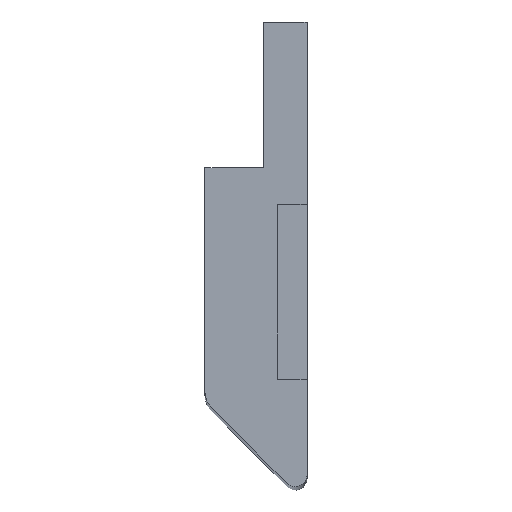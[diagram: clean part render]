
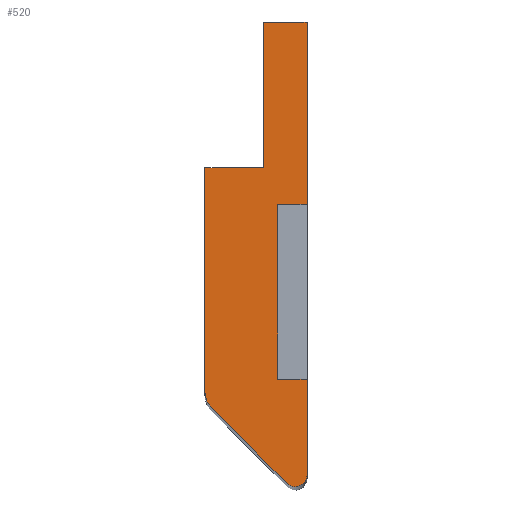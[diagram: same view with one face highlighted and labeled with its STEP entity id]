
A CAD part, top view. The second image highlights one B-rep face of the part: STEP entity #520.
In plain terms, the highlighted planar face has unit normal (0, 0, 1).
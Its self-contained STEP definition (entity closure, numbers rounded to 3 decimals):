
#18 = DIRECTION ( 'NONE',  ( -0.707, 0.707, 0. ) ) ;
#28 = VECTOR ( 'NONE', #163, 1000. ) ;
#64 = VECTOR ( 'NONE', #261, 1000. ) ;
#66 = VECTOR ( 'NONE', #1172, 1000. ) ;
#73 = ORIENTED_EDGE ( 'NONE', *, *, #338, .F. ) ;
#74 = VERTEX_POINT ( 'NONE', #1059 ) ;
#76 = DIRECTION ( 'NONE',  ( -1., 0., 0. ) ) ;
#82 = CARTESIAN_POINT ( 'NONE',  ( -5.5, 4.621, 150. ) ) ;
#83 = ORIENTED_EDGE ( 'NONE', *, *, #1149, .F. ) ;
#86 = CIRCLE ( 'NONE', #715, 0.8 ) ;
#105 = PLANE ( 'NONE',  #686 ) ;
#137 = CARTESIAN_POINT ( 'NONE',  ( -2., 17.5, 150. ) ) ;
#149 = CARTESIAN_POINT ( 'NONE',  ( -0.8, -1.069, 150. ) ) ;
#153 = CIRCLE ( 'NONE', #1095, 1.5 ) ;
#160 = DIRECTION ( 'NONE',  ( 0., -1., 0. ) ) ;
#163 = DIRECTION ( 'NONE',  ( -1., 0., 0. ) ) ;
#186 = EDGE_CURVE ( 'NONE', #1144, #516, #1175, .T. ) ;
#197 = CARTESIAN_POINT ( 'NONE',  ( -3., 30., 150. ) ) ;
#221 = CARTESIAN_POINT ( 'NONE',  ( -7., 20., 150. ) ) ;
#239 = CARTESIAN_POINT ( 'NONE',  ( 0., 0., 150. ) ) ;
#241 = EDGE_CURVE ( 'NONE', #842, #302, #1087, .T. ) ;
#258 = EDGE_CURVE ( 'NONE', #586, #760, #480, .T. ) ;
#260 = LINE ( 'NONE', #540, #28 ) ;
#261 = DIRECTION ( 'NONE',  ( 1., 0., 0. ) ) ;
#263 = VERTEX_POINT ( 'NONE', #578 ) ;
#269 = DIRECTION ( 'NONE',  ( 0., 1., 0. ) ) ;
#276 = CARTESIAN_POINT ( 'NONE',  ( 0., 30., 150. ) ) ;
#302 = VERTEX_POINT ( 'NONE', #323 ) ;
#312 = ORIENTED_EDGE ( 'NONE', *, *, #381, .F. ) ;
#323 = CARTESIAN_POINT ( 'NONE',  ( 0., 5.5, 150. ) ) ;
#338 = EDGE_CURVE ( 'NONE', #1030, #586, #982, .T. ) ;
#339 = CARTESIAN_POINT ( 'NONE',  ( 0., 0., 150. ) ) ;
#358 = ORIENTED_EDGE ( 'NONE', *, *, #914, .F. ) ;
#381 = EDGE_CURVE ( 'NONE', #302, #263, #887, .T. ) ;
#395 = DIRECTION ( 'NONE',  ( 1., 0., 0. ) ) ;
#402 = VECTOR ( 'NONE', #697, 1000. ) ;
#406 = EDGE_LOOP ( 'NONE', ( #1129, #833, #466, #73, #83, #752, #677, #1134, #469, #782, #358, #312 ) ) ;
#447 = EDGE_CURVE ( 'NONE', #834, #570, #803, .T. ) ;
#466 = ORIENTED_EDGE ( 'NONE', *, *, #258, .F. ) ;
#469 = ORIENTED_EDGE ( 'NONE', *, *, #1011, .F. ) ;
#480 = LINE ( 'NONE', #831, #1136 ) ;
#483 = FACE_OUTER_BOUND ( 'NONE', #406, .T. ) ;
#516 = VERTEX_POINT ( 'NONE', #197 ) ;
#520 = ADVANCED_FACE ( 'NONE', ( #483 ), #105, .T. ) ;
#524 = CARTESIAN_POINT ( 'NONE',  ( -2., 5.5, 150. ) ) ;
#532 = CARTESIAN_POINT ( 'NONE',  ( -3., 20., 150. ) ) ;
#540 = CARTESIAN_POINT ( 'NONE',  ( -7., 20., 150. ) ) ;
#553 = CARTESIAN_POINT ( 'NONE',  ( -3., 20., 150. ) ) ;
#565 = EDGE_CURVE ( 'NONE', #837, #74, #1135, .T. ) ;
#570 = VERTEX_POINT ( 'NONE', #221 ) ;
#578 = CARTESIAN_POINT ( 'NONE',  ( 0., -1.069, 150. ) ) ;
#586 = VERTEX_POINT ( 'NONE', #678 ) ;
#611 = CARTESIAN_POINT ( 'NONE',  ( -1.366, -1.634, 150. ) ) ;
#617 = CARTESIAN_POINT ( 'NONE',  ( -7., 4.621, 150. ) ) ;
#622 = EDGE_CURVE ( 'NONE', #842, #760, #783, .T. ) ;
#633 = DIRECTION ( 'NONE',  ( 1., 0., 0. ) ) ;
#647 = CARTESIAN_POINT ( 'NONE',  ( -7.01, 5.5, 150. ) ) ;
#677 = ORIENTED_EDGE ( 'NONE', *, *, #940, .T. ) ;
#678 = CARTESIAN_POINT ( 'NONE',  ( 0., 17.5, 150. ) ) ;
#684 = VECTOR ( 'NONE', #707, 1000. ) ;
#686 = AXIS2_PLACEMENT_3D ( 'NONE', #909, #917, #1178 ) ;
#697 = DIRECTION ( 'NONE',  ( 0., 1., 0. ) ) ;
#707 = DIRECTION ( 'NONE',  ( 1., 0., 0. ) ) ;
#711 = CARTESIAN_POINT ( 'NONE',  ( -7., 7., 150. ) ) ;
#715 = AXIS2_PLACEMENT_3D ( 'NONE', #149, #1180, #633 ) ;
#716 = VECTOR ( 'NONE', #160, 1000. ) ;
#718 = CARTESIAN_POINT ( 'NONE',  ( 0., 30., 150. ) ) ;
#752 = ORIENTED_EDGE ( 'NONE', *, *, #186, .F. ) ;
#760 = VERTEX_POINT ( 'NONE', #137 ) ;
#761 = VECTOR ( 'NONE', #814, 1000. ) ;
#782 = ORIENTED_EDGE ( 'NONE', *, *, #565, .F. ) ;
#783 = LINE ( 'NONE', #951, #402 ) ;
#803 = LINE ( 'NONE', #711, #761 ) ;
#814 = DIRECTION ( 'NONE',  ( 0., 1., 0. ) ) ;
#831 = CARTESIAN_POINT ( 'NONE',  ( -7.01, 17.5, 150. ) ) ;
#833 = ORIENTED_EDGE ( 'NONE', *, *, #622, .T. ) ;
#834 = VERTEX_POINT ( 'NONE', #617 ) ;
#836 = DIRECTION ( 'NONE',  ( 0., 0., -1. ) ) ;
#837 = VERTEX_POINT ( 'NONE', #611 ) ;
#842 = VERTEX_POINT ( 'NONE', #524 ) ;
#885 = LINE ( 'NONE', #718, #684 ) ;
#887 = LINE ( 'NONE', #239, #66 ) ;
#909 = CARTESIAN_POINT ( 'NONE',  ( -7.01, 30., 150. ) ) ;
#914 = EDGE_CURVE ( 'NONE', #263, #837, #86, .T. ) ;
#917 = DIRECTION ( 'NONE',  ( 0., 0., 1. ) ) ;
#940 = EDGE_CURVE ( 'NONE', #1144, #570, #260, .T. ) ;
#951 = CARTESIAN_POINT ( 'NONE',  ( -2., 30., 150. ) ) ;
#982 = LINE ( 'NONE', #339, #716 ) ;
#1011 = EDGE_CURVE ( 'NONE', #74, #834, #153, .T. ) ;
#1029 = CARTESIAN_POINT ( 'NONE',  ( -7., 4., 150. ) ) ;
#1030 = VERTEX_POINT ( 'NONE', #276 ) ;
#1059 = CARTESIAN_POINT ( 'NONE',  ( -6.561, 3.561, 150. ) ) ;
#1087 = LINE ( 'NONE', #647, #64 ) ;
#1095 = AXIS2_PLACEMENT_3D ( 'NONE', #82, #836, #395 ) ;
#1129 = ORIENTED_EDGE ( 'NONE', *, *, #241, .F. ) ;
#1134 = ORIENTED_EDGE ( 'NONE', *, *, #447, .F. ) ;
#1135 = LINE ( 'NONE', #1029, #1194 ) ;
#1136 = VECTOR ( 'NONE', #76, 1000. ) ;
#1144 = VERTEX_POINT ( 'NONE', #532 ) ;
#1149 = EDGE_CURVE ( 'NONE', #516, #1030, #885, .T. ) ;
#1169 = VECTOR ( 'NONE', #269, 1000. ) ;
#1172 = DIRECTION ( 'NONE',  ( 0., -1., 0. ) ) ;
#1175 = LINE ( 'NONE', #553, #1169 ) ;
#1178 = DIRECTION ( 'NONE',  ( 1., 0., 0. ) ) ;
#1180 = DIRECTION ( 'NONE',  ( 0., 0., -1. ) ) ;
#1194 = VECTOR ( 'NONE', #18, 1000. ) ;
